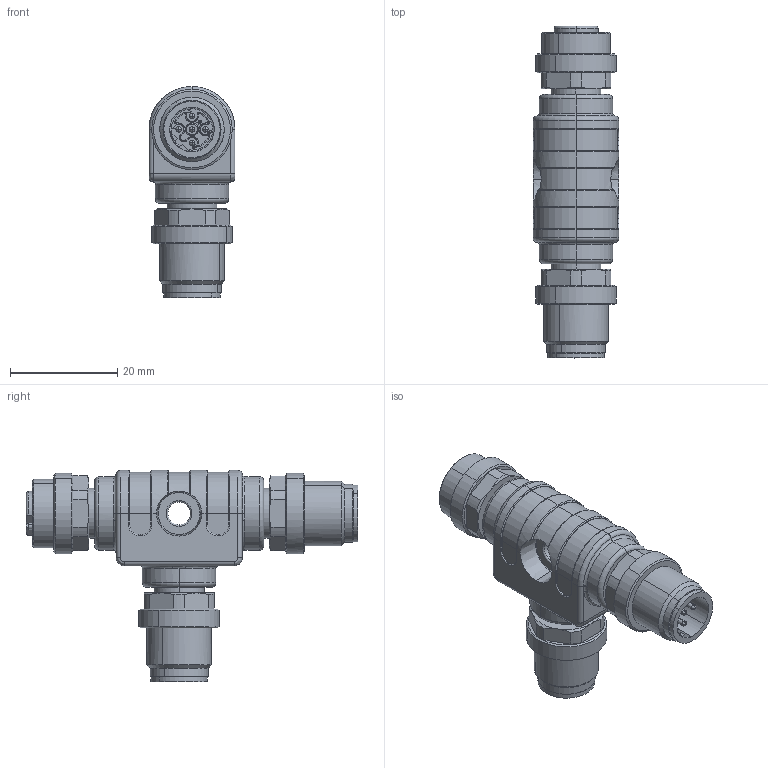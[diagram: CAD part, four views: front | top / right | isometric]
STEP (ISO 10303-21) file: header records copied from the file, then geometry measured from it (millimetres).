
FILE_DESCRIPTION(('CATIA V5 STEP Exchange','CAx-IF Rec.Pracs.--- Model Styling and Organization---1.5--- 2016-08-15','CAx-IF Rec.Pracs.---Supplemental Geometry---1.0---2011-11-01','CAx-IF Rec.Pracs.--- Composite Materials ---1.1---2010-07-15'),'2;1');
FILE_NAME ('391804-2_1', '2025-10-02T09:31:59+00:00', ('none'), ('Weidmueller'), 'CATIA Version 5-6 Release 2024 SP4', 'CATIA V5 STEP AP214 v3', 'none');
FILE_SCHEMA(('AUTOMOTIVE_DESIGN { 1 0 10303 214 1 1 1 1 }'));
Length unit declared in the file: millimetre
Products named in the file (1): 1057940000
Bounding box: 16 x 61.8 x 39.3 mm (x, y, z)
Volume: 11911.4 mm3; surface area: 7461.5 mm2
Topology: 1 solids, 11 shells, 828 faces, 2339 edges, 1546 vertices
Faces by surface type: cylinder 258, plane 251, extrusion 96, torus 89, cone 72, sphere 40, bspline 22
Entity records: 29967 total; most frequent: CARTESIAN_POINT 9113, ORIENTED_EDGE 4598, DIRECTION 3282, EDGE_CURVE 2299, AXIS2_PLACEMENT_3D 1571, VERTEX_POINT 1546, VECTOR 1008, LINE 912
